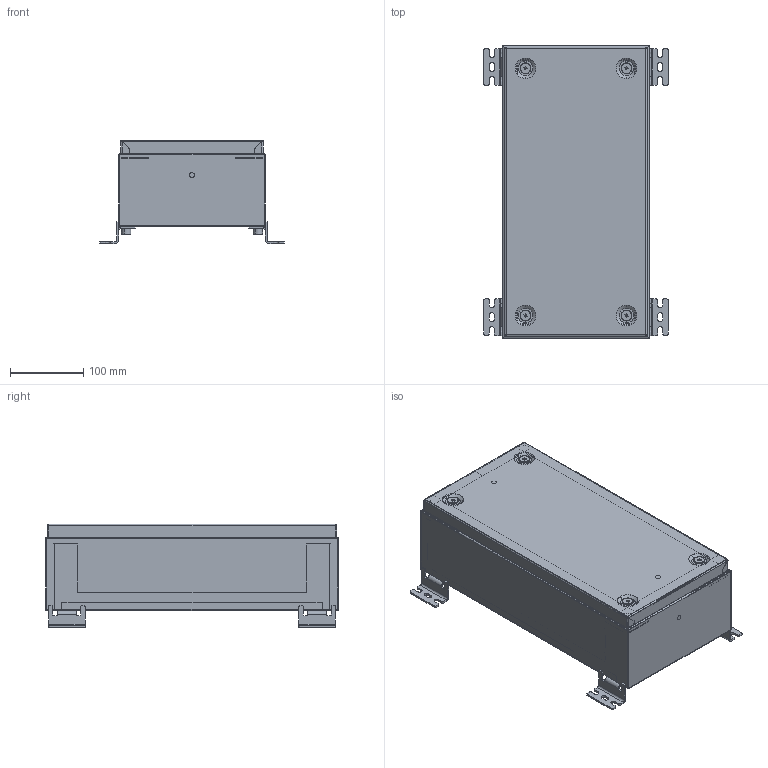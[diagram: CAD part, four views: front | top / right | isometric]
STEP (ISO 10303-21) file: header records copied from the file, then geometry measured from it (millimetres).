
FILE_DESCRIPTION (( 'STEP AP214' ), '1' );
FILE_NAME ('ÊÒ.312.412 Êëåììíàÿ êîðîáêà W200H200D120.STEP', '2024-04-23T06:54:25', ( '' ), ( '' ), 'SwSTEP 2.0', 'SolidWorks 2021', '' );
FILE_SCHEMA (( 'AUTOMOTIVE_DESIGN' ));
Length unit declared in the file: millimetre
Products named in the file (15): ÊÒ.312.412.10.00 ÑÁ Êàðêàñ øêàôà; ÊÒ.312.412.10.01 Êîðïóñ øêàôà W200H400D120; Âèíò Ì6õ25 ìåáåëüíûé; 室.312.412.10.02 署赅 蚜 W200D120.SLDPRT; 妈眚 DIN 912-󋔊0-Zn; 471.100 Íàñòåííîå êðåïëåíèå; Ãàñêåòèíã W200H400; ÊÒ.312.412.20.01 Êðûøêà äâåðíàÿ W200H400; Øïèëüêà ïðèâàðíàÿ Ì6õ16; Çàêëåïêà ðåçüáîâàÿ Ì6 øåñòèãðàííàÿ ñ óìåíüøåííûì áîðòîì; ÊÒ.312.412 Êëåììíàÿ êîðîáêà W200H200D120; Çàêëåïêà ðåçüáîâàÿ Ì8 øåñòèãðàííàÿ ñ óìåíüøåííûì áîðòîì; 室.312.412.10.02 署赅 W200D120; ÊÒ.312.412.10.03 Ðàìà ìîíòàæíîé ïàíåëè H400; ÊÒ.312.412.20.00 ÑÁ Êðûøêà ïåðåäíÿÿ
Assembly tree (33 placements, depth 4):
  ÊÒ.312.412 Êëåììíàÿ êîðîáêà W200H200D120
    ÊÒ.312.412.10.00 ÑÁ Êàðêàñ øêàôà
      ÊÒ.312.412.10.01 Êîðïóñ øêàôà W200H400D120
      室.312.412.10.02 署赅 蚜 W200D120.SLDPRT  x2
        室.312.412.10.02 署赅 W200D120
        Øïèëüêà ïðèâàðíàÿ Ì6õ16
      ÊÒ.312.412.10.03 Ðàìà ìîíòàæíîé ïàíåëè H400  x2
    ÊÒ.312.412.20.00 ÑÁ Êðûøêà ïåðåäíÿÿ
      ÊÒ.312.412.20.01 Êðûøêà äâåðíàÿ W200H400
      Ãàñêåòèíã W200H400
      Øïèëüêà ïðèâàðíàÿ Ì6õ16  x2
    Çàêëåïêà ðåçüáîâàÿ Ì8 øåñòèãðàííàÿ ñ óìåíüøåííûì áîðòîì  x4
    471.100 Íàñòåííîå êðåïëåíèå  x4
    妈眚 DIN 912-󋔊0-Zn  x4
    Âèíò Ì6õ25 ìåáåëüíûé  x4
    Çàêëåïêà ðåçüáîâàÿ Ì6 øåñòèãðàííàÿ ñ óìåíüøåííûì áîðòîì  x4
Bounding box: 252 x 400 x 141.6 mm (x, y, z)
Volume: 530073.6 mm3; surface area: 830538.8 mm2
Topology: 31 solids, 31 shells, 1661 faces, 4217 edges, 2636 vertices
Faces by surface type: cylinder 758, plane 717, cone 130, bspline 28, torus 28
Entity records: 27276 total; most frequent: CARTESIAN_POINT 10936, ORIENTED_EDGE 3308, DIRECTION 3233, EDGE_CURVE 1654, AXIS2_PLACEMENT_3D 1120, VERTEX_POINT 1030, VECTOR 993, LINE 993
